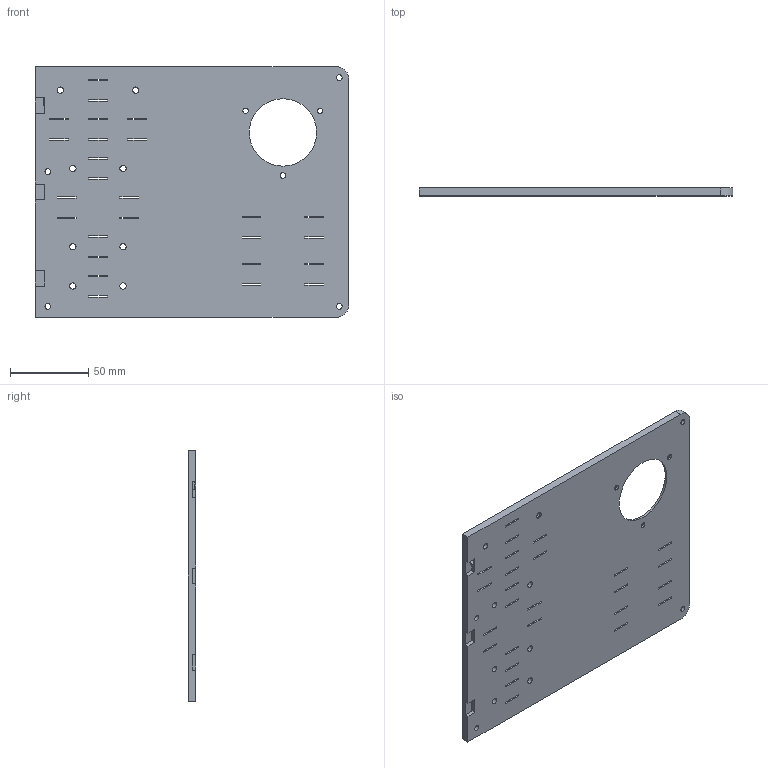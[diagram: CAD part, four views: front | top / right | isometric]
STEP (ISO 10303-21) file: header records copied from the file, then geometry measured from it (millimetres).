
FILE_DESCRIPTION((''),'2;1');
FILE_NAME('TASTIERA1','2023-03-04T10:09:55',('alexb'),(''),'CREO PARAMETRIC BY PTC INC, 2022164','CREO PARAMETRIC BY PTC INC, 2022164','');
FILE_SCHEMA(('CONFIG_CONTROL_DESIGN'));
Length unit declared in the file: millimetre
Products named in the file (1): TASTIERA1
Bounding box: 200 x 5 x 160 mm (x, y, z)
Volume: 114001.1 mm3; surface area: 72625.5 mm2
Topology: 1 solids, 1 shells, 291 faces, 785 edges, 520 vertices
Faces by surface type: plane 204, cylinder 58, extrusion 21, cone 8
Entity records: 9807 total; most frequent: CARTESIAN_POINT 2226, ORIENTED_EDGE 1570, DIRECTION 1432, EDGE_CURVE 785, VECTOR 636, LINE 615, VERTEX_POINT 520, EDGE_LOOP 403
